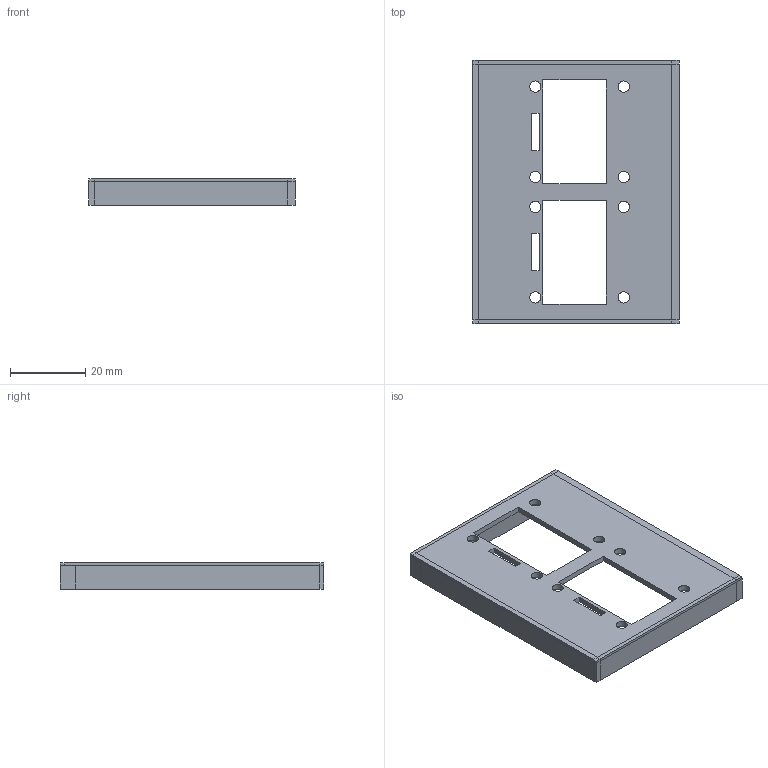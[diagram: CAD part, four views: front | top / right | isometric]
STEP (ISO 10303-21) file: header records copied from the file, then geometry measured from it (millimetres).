
FILE_DESCRIPTION(/* description */ (''),/* implementation_level */ '2;1');
FILE_NAME(/* name */ 'TopTestV1.step',/* time_stamp */ '2024-08-16T12:33:53-07:00',/* author */ (''),/* organization */ (''),/* preprocessor_version */ 'ST-DEVELOPER v20',/* originating_system */ 'Autodesk Translation Framework v13.14.0.145',/* authorisation */ '');
FILE_SCHEMA (('AUTOMOTIVE_DESIGN { 1 0 10303 214 3 1 1 }'));
Length unit declared in the file: millimetre
Products named in the file (1): Water Testing Box
Bounding box: 54.82 x 69.9 x 7 mm (x, y, z)
Volume: 9767.8 mm3; surface area: 14765.8 mm2
Topology: 19 solids, 19 shells, 153 faces, 340 edges, 226 vertices
Faces by surface type: plane 145, cylinder 8
Full cylindrical faces by diameter (mm): 3 x8
Entity records: 4227 total; most frequent: CARTESIAN_POINT 720, ORIENTED_EDGE 680, DIRECTION 664, EDGE_CURVE 340, LINE 324, VECTOR 324, VERTEX_POINT 226, EDGE_LOOP 178
